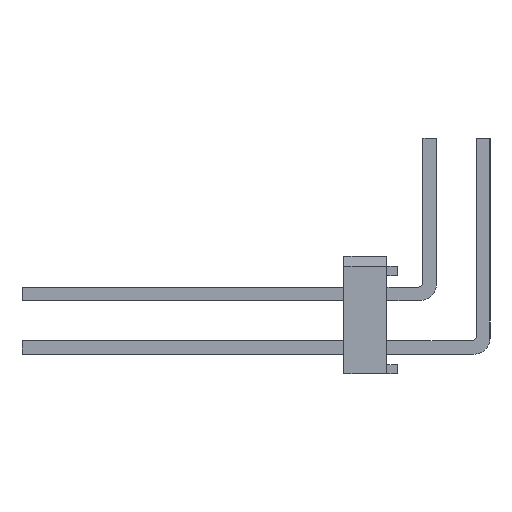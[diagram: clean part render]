
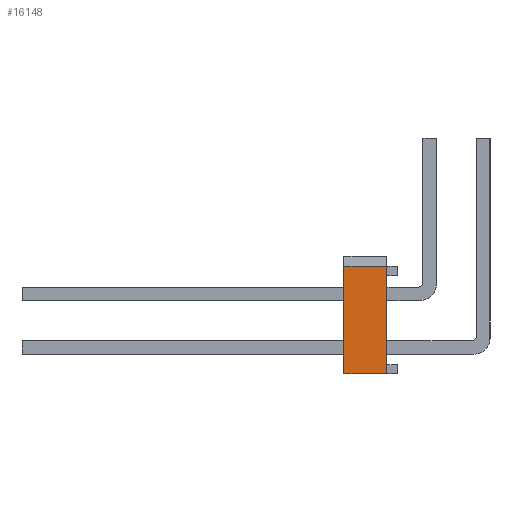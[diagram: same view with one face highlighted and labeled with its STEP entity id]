
A CAD part, left-side view. The second image highlights one B-rep face of the part: STEP entity #16148.
In plain terms, the highlighted planar face has unit normal (-1, 0, 0).
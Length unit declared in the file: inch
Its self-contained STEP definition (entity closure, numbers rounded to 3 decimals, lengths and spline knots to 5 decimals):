
#1789=ORIENTED_EDGE('',*,*,#6081,.F.);
#1790=ORIENTED_EDGE('',*,*,#6080,.F.);
#1791=ORIENTED_EDGE('',*,*,#6082,.F.);
#1792=ORIENTED_EDGE('',*,*,#5434,.T.);
#5434=EDGE_CURVE('',#7629,#7628,#9208,.T.);
#6080=EDGE_CURVE('',#8040,#8038,#9854,.T.);
#6081=EDGE_CURVE('',#8038,#7628,#9855,.T.);
#6082=EDGE_CURVE('',#7629,#8040,#9856,.T.);
#7628=VERTEX_POINT('',#23113);
#7629=VERTEX_POINT('',#23115);
#8038=VERTEX_POINT('',#24389);
#8040=VERTEX_POINT('',#24393);
#9208=LINE('',#23114,#11450);
#9854=LINE('',#24394,#12096);
#9855=LINE('',#24396,#12097);
#9856=LINE('',#24397,#12098);
#11450=VECTOR('',#18544,39.37008);
#12096=VECTOR('',#19634,39.37008);
#12097=VECTOR('',#19637,39.37008);
#12098=VECTOR('',#19638,39.37008);
#13384=EDGE_LOOP('',(#1789,#1790,#1791,#1792));
#14346=FACE_BOUND('',#13384,.T.);
#15308=PLANE('',#17054);
#16148=ADVANCED_FACE('',(#14346),#15308,.F.);
#17054=AXIS2_PLACEMENT_3D('',#24395,#19635,#19636);
#18544=DIRECTION('',(0.,-1.,0.));
#19634=DIRECTION('',(0.,-1.,0.));
#19635=DIRECTION('',(1.,0.,0.));
#19636=DIRECTION('',(0.,0.,-1.));
#19637=DIRECTION('',(0.,0.,-1.));
#19638=DIRECTION('',(0.,0.,1.));
#23113=CARTESIAN_POINT('',(-0.5,0.02,-0.1));
#23114=CARTESIAN_POINT('',(-0.5,0.1,-0.1));
#23115=CARTESIAN_POINT('',(-0.5,0.1,-0.1));
#24389=CARTESIAN_POINT('',(-0.5,0.02,0.1));
#24393=CARTESIAN_POINT('',(-0.5,0.1,0.1));
#24394=CARTESIAN_POINT('',(-0.5,0.1,0.1));
#24395=CARTESIAN_POINT('',(-0.5,0.1,-0.1));
#24396=CARTESIAN_POINT('',(-0.5,0.02,-0.1));
#24397=CARTESIAN_POINT('',(-0.5,0.1,-0.1));
